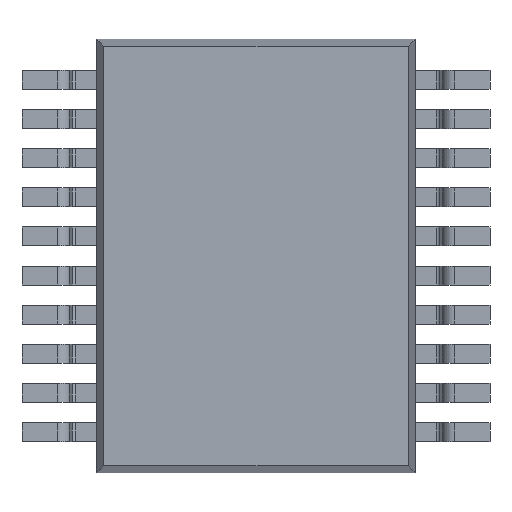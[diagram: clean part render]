
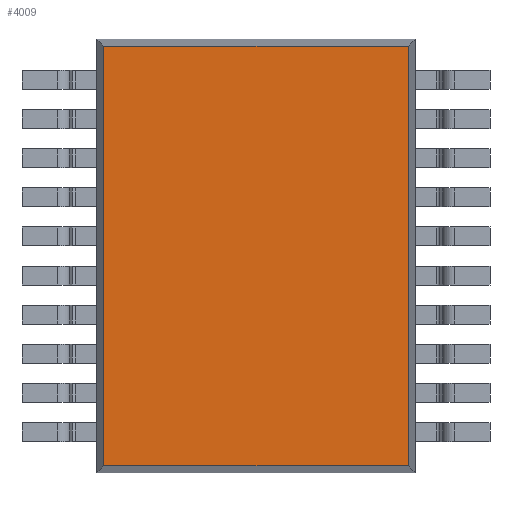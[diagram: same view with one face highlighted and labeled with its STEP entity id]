
A CAD part, front view. The second image highlights one B-rep face of the part: STEP entity #4009.
In plain terms, the highlighted planar face has unit normal (0, -1, 0).
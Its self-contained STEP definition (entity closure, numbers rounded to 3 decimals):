
#222 = PLANE ( 'NONE',  #6755 ) ;
#341 = EDGE_CURVE ( 'NONE', #8102, #7162, #897, .T. ) ;
#897 = LINE ( 'NONE', #7913, #7219 ) ;
#1424 = ORIENTED_EDGE ( 'NONE', *, *, #1965, .T. ) ;
#1560 = CARTESIAN_POINT ( 'NONE',  ( 0., 0.2, 0. ) ) ;
#1569 = ORIENTED_EDGE ( 'NONE', *, *, #341, .T. ) ;
#1727 = FACE_OUTER_BOUND ( 'NONE', #5039, .T. ) ;
#1762 = VERTEX_POINT ( 'NONE', #6091 ) ;
#1965 = EDGE_CURVE ( 'NONE', #7162, #4277, #3091, .T. ) ;
#2140 = EDGE_CURVE ( 'NONE', #1762, #8102, #3070, .T. ) ;
#3070 = LINE ( 'NONE', #5250, #9048 ) ;
#3091 = LINE ( 'NONE', #7779, #5657 ) ;
#3585 = DIRECTION ( 'NONE',  ( -1., 0., 0. ) ) ;
#3788 = VECTOR ( 'NONE', #7165, 1000. ) ;
#4009 = ADVANCED_FACE ( 'NONE', ( #1727 ), #222, .T. ) ;
#4277 = VERTEX_POINT ( 'NONE', #6191 ) ;
#5039 = EDGE_LOOP ( 'NONE', ( #6206, #9071, #1569, #1424 ) ) ;
#5184 = DIRECTION ( 'NONE',  ( 0., -1., 0. ) ) ;
#5250 = CARTESIAN_POINT ( 'NONE',  ( 2.53, 0.2, -3.6 ) ) ;
#5461 = EDGE_CURVE ( 'NONE', #4277, #1762, #7802, .T. ) ;
#5650 = DIRECTION ( 'NONE',  ( 0., 0., -1. ) ) ;
#5657 = VECTOR ( 'NONE', #5650, 1000. ) ;
#5726 = CARTESIAN_POINT ( 'NONE',  ( -2.645, 0.2, -3.485 ) ) ;
#5868 = DIRECTION ( 'NONE',  ( 0., 0., 1. ) ) ;
#6091 = CARTESIAN_POINT ( 'NONE',  ( 2.53, 0.2, -3.485 ) ) ;
#6191 = CARTESIAN_POINT ( 'NONE',  ( -2.53, 0.2, -3.485 ) ) ;
#6206 = ORIENTED_EDGE ( 'NONE', *, *, #5461, .T. ) ;
#6287 = CARTESIAN_POINT ( 'NONE',  ( -2.53, 0.2, 3.485 ) ) ;
#6755 = AXIS2_PLACEMENT_3D ( 'NONE', #1560, #5184, #7963 ) ;
#7162 = VERTEX_POINT ( 'NONE', #6287 ) ;
#7165 = DIRECTION ( 'NONE',  ( 1., 0., 0. ) ) ;
#7219 = VECTOR ( 'NONE', #3585, 1000. ) ;
#7779 = CARTESIAN_POINT ( 'NONE',  ( -2.53, 0.2, 3.6 ) ) ;
#7802 = LINE ( 'NONE', #5726, #3788 ) ;
#7913 = CARTESIAN_POINT ( 'NONE',  ( 2.645, 0.2, 3.485 ) ) ;
#7963 = DIRECTION ( 'NONE',  ( 0., 0., -1. ) ) ;
#8102 = VERTEX_POINT ( 'NONE', #8147 ) ;
#8147 = CARTESIAN_POINT ( 'NONE',  ( 2.53, 0.2, 3.485 ) ) ;
#9048 = VECTOR ( 'NONE', #5868, 1000. ) ;
#9071 = ORIENTED_EDGE ( 'NONE', *, *, #2140, .T. ) ;
